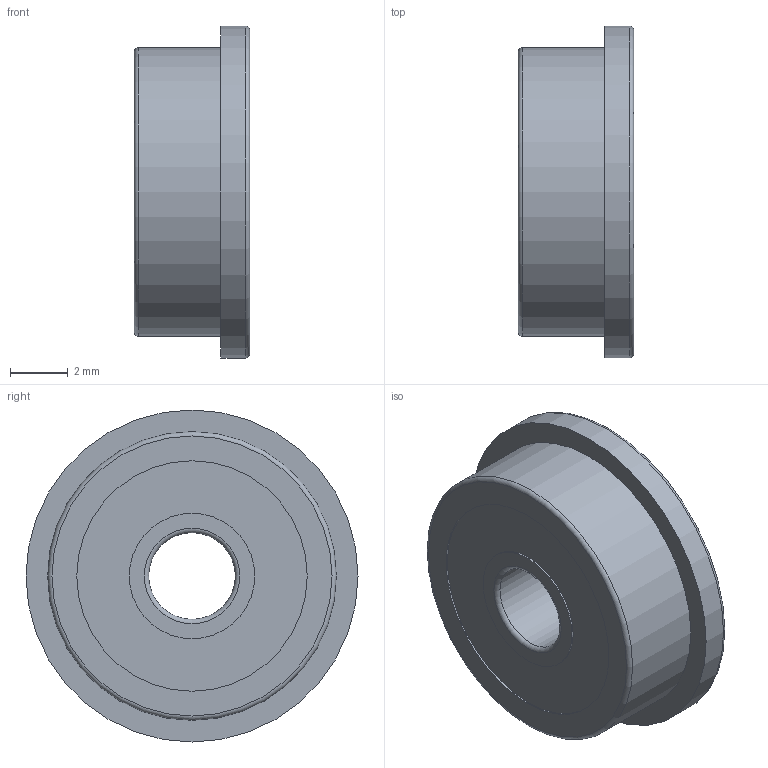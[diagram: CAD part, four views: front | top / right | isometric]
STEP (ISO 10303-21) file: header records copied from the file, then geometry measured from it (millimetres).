
FILE_DESCRIPTION(/* description */ (''),/* implementation_level */ '2;1');
FILE_NAME(/* name */ 'F623ZZ v2.step',/* time_stamp */ '2019-03-25T15:53:14+11:00',/* author */ ('asoulby'),/* organization */ (''),/* preprocessor_version */ 'ST-DEVELOPER v17.2',/* originating_system */ 'Autodesk Translation Framework v7.6.0.251',/* authorisation */ '');
FILE_SCHEMA (('AUTOMOTIVE_DESIGN { 1 0 10303 214 3 1 1 }'));
Length unit declared in the file: millimetre
Products named in the file (6): F623ZZ; F623ZZ Outer Ring; F623ZZ Inner Ring; F623ZZ Shield1; F623ZZ Ball; F623ZZ Shield2
Assembly tree (11 placements, depth 2):
  F623ZZ
    F623ZZ Outer Ring
    F623ZZ Inner Ring
    F623ZZ Shield1
    F623ZZ Ball  x7
    F623ZZ Shield2
Bounding box: 4 x 11.5 x 11.5 mm (x, y, z)
Volume: 236 mm3; surface area: 739.6 mm2
Topology: 11 solids, 11 shells, 41 faces, 118 edges, 90 vertices
Faces by surface type: cylinder 15, plane 13, sphere 7, torus 6
Full cylindrical faces by diameter (mm): 3 x1, 4.35 x4, 4.8 x2, 7.08 x2, 7.98 x4, 10 x1, 11.5 x1
Entity records: 1498 total; most frequent: DIRECTION 285, CARTESIAN_POINT 228, ORIENTED_EDGE 196, AXIS2_PLACEMENT_3D 135, EDGE_CURVE 98, CIRCLE 83, VERTEX_POINT 78, EDGE_LOOP 48
